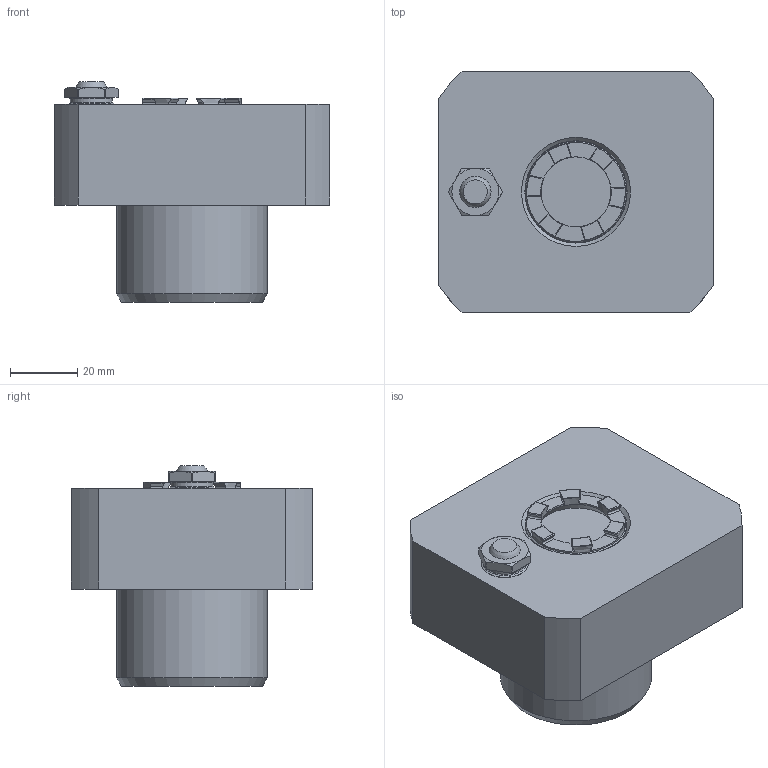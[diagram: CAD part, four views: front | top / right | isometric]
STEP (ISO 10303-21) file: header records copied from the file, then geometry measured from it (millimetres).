
FILE_DESCRIPTION(/* description */ (''),/* implementation_level */ '2;1');
FILE_NAME(/* name */ 'W7040051_stp.stp',/* time_stamp */ '2013-11-06T07:35:48+01:00',/* author */ (''),/* organization */ (''),/* preprocessor_version */ 'ST-DEVELOPER v11',/* originating_system */ 'SIEMENS PLM Software NX 7.5',/* authorisation */ '');
FILE_SCHEMA (('AUTOMOTIVE_DESIGN { 1 0 10303 214 1 1 1 1 }'));
Length unit declared in the file: millimetre
Products named in the file (1): reic367Etvxw
Bounding box: 82 x 72 x 65.78 mm (x, y, z)
Volume: 219646.7 mm3; surface area: 25215.9 mm2
Topology: 1 solids, 1 shells, 107 faces, 289 edges, 190 vertices
Faces by surface type: plane 42, cylinder 39, cone 23, torus 2, sphere 1
Full cylindrical faces by diameter (mm): 12.6 x1, 14 x1, 20.9 x1, 29.5 x1, 45 x1
Entity records: 4226 total; most frequent: CARTESIAN_POINT 1676, ORIENTED_EDGE 538, DIRECTION 504, EDGE_CURVE 269, AXIS2_PLACEMENT_3D 211, VERTEX_POINT 183, EDGE_LOOP 126, ADVANCED_FACE 107
